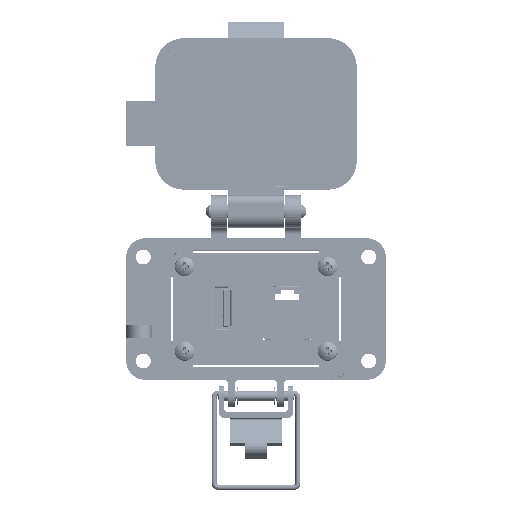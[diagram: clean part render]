
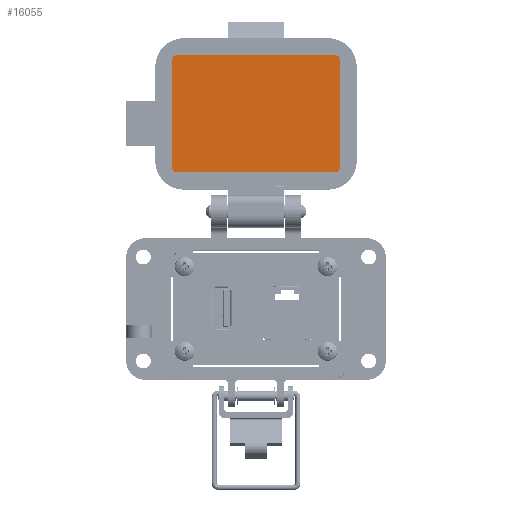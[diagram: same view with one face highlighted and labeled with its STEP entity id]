
A CAD part, top view. The second image highlights one B-rep face of the part: STEP entity #16055.
In plain terms, the highlighted planar face has unit normal (0, 0, 1).
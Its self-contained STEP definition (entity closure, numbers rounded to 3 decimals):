
#843 = ORIENTED_EDGE ( 'NONE', *, *, #107690, .F. ) ;
#1438 = LINE ( 'NONE', #109500, #47516 ) ;
#3671 = ORIENTED_EDGE ( 'NONE', *, *, #92097, .F. ) ;
#6338 = EDGE_CURVE ( 'NONE', #22923, #71455, #72887, .T. ) ;
#7254 = ORIENTED_EDGE ( 'NONE', *, *, #6338, .F. ) ;
#10480 = CARTESIAN_POINT ( 'NONE',  ( 24.828, 49.199, -23.97 ) ) ;
#12706 = CARTESIAN_POINT ( 'NONE',  ( 25.885, 84.4, -23.97 ) ) ;
#13570 = CARTESIAN_POINT ( 'NONE',  ( 0., 85.458, -23.97 ) ) ;
#16055 = ADVANCED_FACE ( 'NONE', ( #32828 ), #105587, .F. ) ;
#16452 = CARTESIAN_POINT ( 'NONE',  ( -25.885, 67.329, -23.97 ) ) ;
#22774 = CARTESIAN_POINT ( 'NONE',  ( -24.827, 84.4, -23.97 ) ) ;
#22923 = VERTEX_POINT ( 'NONE', #35600 ) ;
#27551 = VERTEX_POINT ( 'NONE', #44660 ) ;
#27809 = DIRECTION ( 'NONE',  ( 0., 0., -1. ) ) ;
#28195 = VECTOR ( 'NONE', #67838, 1000. ) ;
#30814 = AXIS2_PLACEMENT_3D ( 'NONE', #22774, #83325, #31500 ) ;
#31500 = DIRECTION ( 'NONE',  ( -1., 0., 0. ) ) ;
#31590 = AXIS2_PLACEMENT_3D ( 'NONE', #97235, #45359, #105969 ) ;
#31791 = AXIS2_PLACEMENT_3D ( 'NONE', #95840, #44027, #104592 ) ;
#32828 = FACE_OUTER_BOUND ( 'NONE', #62491, .T. ) ;
#32867 = DIRECTION ( 'NONE',  ( 0., 0., -1. ) ) ;
#33326 = VERTEX_POINT ( 'NONE', #10480 ) ;
#34404 = CIRCLE ( 'NONE', #31791, 1.057 ) ;
#34748 = CARTESIAN_POINT ( 'NONE',  ( -25.885, 50.257, -23.97 ) ) ;
#35361 = VERTEX_POINT ( 'NONE', #34748 ) ;
#35600 = CARTESIAN_POINT ( 'NONE',  ( 24.827, 85.458, -23.97 ) ) ;
#40254 = VERTEX_POINT ( 'NONE', #64768 ) ;
#41724 = EDGE_CURVE ( 'NONE', #33326, #27551, #1438, .T. ) ;
#44027 = DIRECTION ( 'NONE',  ( 0., 0., -1. ) ) ;
#44568 = ORIENTED_EDGE ( 'NONE', *, *, #57716, .F. ) ;
#44660 = CARTESIAN_POINT ( 'NONE',  ( -24.827, 49.199, -23.97 ) ) ;
#45359 = DIRECTION ( 'NONE',  ( 0., 0., -1. ) ) ;
#46094 = ORIENTED_EDGE ( 'NONE', *, *, #112323, .F. ) ;
#47516 = VECTOR ( 'NONE', #57232, 1000. ) ;
#50379 = CARTESIAN_POINT ( 'NONE',  ( 25.885, 67.329, -23.97 ) ) ;
#52925 = LINE ( 'NONE', #13570, #96331 ) ;
#55990 = VECTOR ( 'NONE', #94401, 1000. ) ;
#56671 = DIRECTION ( 'NONE',  ( 1., 0., 0. ) ) ;
#57232 = DIRECTION ( 'NONE',  ( -1., 0., 0. ) ) ;
#57716 = EDGE_CURVE ( 'NONE', #40254, #22923, #52925, .T. ) ;
#62491 = EDGE_LOOP ( 'NONE', ( #843, #111413, #63247, #105349, #3671, #46094, #7254, #44568 ) ) ;
#62993 = AXIS2_PLACEMENT_3D ( 'NONE', #84648, #32867, #93346 ) ;
#63247 = ORIENTED_EDGE ( 'NONE', *, *, #78046, .F. ) ;
#63293 = VERTEX_POINT ( 'NONE', #105077 ) ;
#64698 = CIRCLE ( 'NONE', #62993, 1.057 ) ;
#64768 = CARTESIAN_POINT ( 'NONE',  ( -24.827, 85.458, -23.97 ) ) ;
#67838 = DIRECTION ( 'NONE',  ( 0., -1., 0. ) ) ;
#68210 = VERTEX_POINT ( 'NONE', #71257 ) ;
#71257 = CARTESIAN_POINT ( 'NONE',  ( 25.885, 50.257, -23.97 ) ) ;
#71341 = CIRCLE ( 'NONE', #30814, 1.057 ) ;
#71455 = VERTEX_POINT ( 'NONE', #12706 ) ;
#72887 = CIRCLE ( 'NONE', #100997, 1.057 ) ;
#77392 = EDGE_CURVE ( 'NONE', #35361, #63293, #102112, .T. ) ;
#78046 = EDGE_CURVE ( 'NONE', #27551, #35361, #34404, .T. ) ;
#79635 = CARTESIAN_POINT ( 'NONE',  ( 24.827, 84.4, -23.97 ) ) ;
#83325 = DIRECTION ( 'NONE',  ( 0., 0., -1. ) ) ;
#84648 = CARTESIAN_POINT ( 'NONE',  ( 24.827, 50.257, -23.97 ) ) ;
#88358 = DIRECTION ( 'NONE',  ( -1., 0., 0. ) ) ;
#92097 = EDGE_CURVE ( 'NONE', #68210, #33326, #64698, .T. ) ;
#93346 = DIRECTION ( 'NONE',  ( -1., 0., 0. ) ) ;
#94401 = DIRECTION ( 'NONE',  ( 0., 1., 0. ) ) ;
#95840 = CARTESIAN_POINT ( 'NONE',  ( -24.827, 50.257, -23.97 ) ) ;
#96331 = VECTOR ( 'NONE', #56671, 1000. ) ;
#97235 = CARTESIAN_POINT ( 'NONE',  ( 0., 67.329, -23.97 ) ) ;
#97237 = LINE ( 'NONE', #50379, #28195 ) ;
#100997 = AXIS2_PLACEMENT_3D ( 'NONE', #79635, #27809, #88358 ) ;
#102112 = LINE ( 'NONE', #16452, #55990 ) ;
#104592 = DIRECTION ( 'NONE',  ( -1., 0., 0. ) ) ;
#105077 = CARTESIAN_POINT ( 'NONE',  ( -25.885, 84.4, -23.97 ) ) ;
#105349 = ORIENTED_EDGE ( 'NONE', *, *, #41724, .F. ) ;
#105587 = PLANE ( 'NONE',  #31590 ) ;
#105969 = DIRECTION ( 'NONE',  ( 0., 1., 0. ) ) ;
#107690 = EDGE_CURVE ( 'NONE', #63293, #40254, #71341, .T. ) ;
#109500 = CARTESIAN_POINT ( 'NONE',  ( 0., 49.199, -23.97 ) ) ;
#111413 = ORIENTED_EDGE ( 'NONE', *, *, #77392, .F. ) ;
#112323 = EDGE_CURVE ( 'NONE', #71455, #68210, #97237, .T. ) ;
